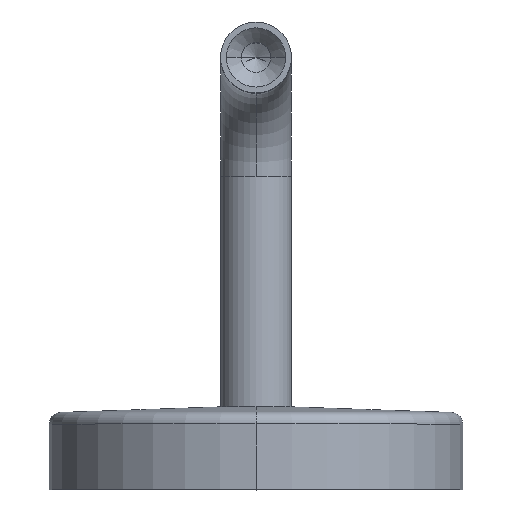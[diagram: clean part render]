
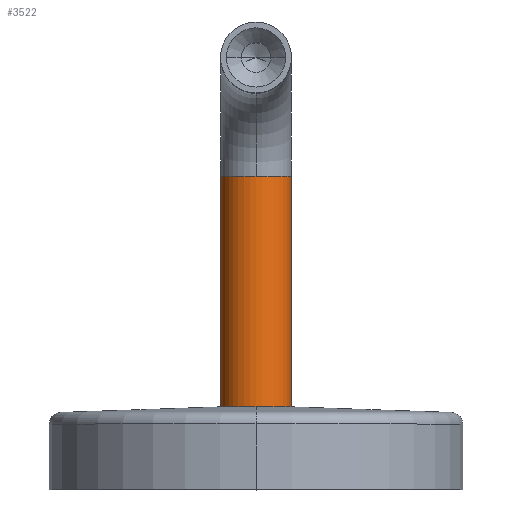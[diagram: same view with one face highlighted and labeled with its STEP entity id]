
A CAD part, top view. The second image highlights one B-rep face of the part: STEP entity #3522.
In plain terms, the highlighted cylindrical face has radius 6 mm (diameter 12 mm), a partial arc.
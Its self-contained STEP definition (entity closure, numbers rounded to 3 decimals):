
#99 = DIRECTION ( 'NONE',  ( 0., 0., -1. ) ) ;
#119 = EDGE_LOOP ( 'NONE', ( #395, #2177, #3454, #2162, #1033 ) ) ;
#133 = VECTOR ( 'NONE', #240, 1000. ) ;
#240 = DIRECTION ( 'NONE',  ( 1., 0., 0. ) ) ;
#316 = CARTESIAN_POINT ( 'NONE',  ( 0., 0., 6. ) ) ;
#395 = ORIENTED_EDGE ( 'NONE', *, *, #1081, .T. ) ;
#425 = CARTESIAN_POINT ( 'NONE',  ( 48., 0., 0. ) ) ;
#464 = AXIS2_PLACEMENT_3D ( 'NONE', #571, #2992, #2366 ) ;
#527 = CARTESIAN_POINT ( 'NONE',  ( 0., 0., -6. ) ) ;
#559 = DIRECTION ( 'NONE',  ( 1., 0., 0. ) ) ;
#571 = CARTESIAN_POINT ( 'NONE',  ( 0., 0., 0. ) ) ;
#680 = CARTESIAN_POINT ( 'NONE',  ( 0., 0., 6. ) ) ;
#741 = EDGE_CURVE ( 'NONE', #3404, #3924, #1428, .T. ) ;
#878 = DIRECTION ( 'NONE',  ( 1., 0., 0. ) ) ;
#886 = DIRECTION ( 'NONE',  ( 0., 0., -1. ) ) ;
#1033 = ORIENTED_EDGE ( 'NONE', *, *, #741, .F. ) ;
#1054 = CARTESIAN_POINT ( 'NONE',  ( 48., 6., 0. ) ) ;
#1059 = DIRECTION ( 'NONE',  ( 1., 0., 0. ) ) ;
#1081 = EDGE_CURVE ( 'NONE', #3404, #2596, #1301, .T. ) ;
#1213 = VECTOR ( 'NONE', #878, 1000. ) ;
#1301 = CIRCLE ( 'NONE', #464, 6. ) ;
#1428 = LINE ( 'NONE', #527, #133 ) ;
#1478 = CARTESIAN_POINT ( 'NONE',  ( 48., 0., 6. ) ) ;
#1700 = VERTEX_POINT ( 'NONE', #1478 ) ;
#1912 = CARTESIAN_POINT ( 'NONE',  ( 0., 0., 0. ) ) ;
#1968 = DIRECTION ( 'NONE',  ( 1., 0., 0. ) ) ;
#2162 = ORIENTED_EDGE ( 'NONE', *, *, #2835, .F. ) ;
#2177 = ORIENTED_EDGE ( 'NONE', *, *, #3781, .T. ) ;
#2366 = DIRECTION ( 'NONE',  ( 0., 0., -1. ) ) ;
#2527 = CYLINDRICAL_SURFACE ( 'NONE', #2599, 6. ) ;
#2571 = EDGE_CURVE ( 'NONE', #3113, #1700, #3005, .T. ) ;
#2596 = VERTEX_POINT ( 'NONE', #680 ) ;
#2599 = AXIS2_PLACEMENT_3D ( 'NONE', #1912, #1968, #99 ) ;
#2835 = EDGE_CURVE ( 'NONE', #3924, #3113, #3494, .T. ) ;
#2992 = DIRECTION ( 'NONE',  ( 1., 0., 0. ) ) ;
#2999 = CARTESIAN_POINT ( 'NONE',  ( 0., 0., -6. ) ) ;
#3005 = CIRCLE ( 'NONE', #3519, 6. ) ;
#3112 = DIRECTION ( 'NONE',  ( 0., 0., -1. ) ) ;
#3113 = VERTEX_POINT ( 'NONE', #1054 ) ;
#3115 = AXIS2_PLACEMENT_3D ( 'NONE', #3666, #559, #886 ) ;
#3404 = VERTEX_POINT ( 'NONE', #2999 ) ;
#3454 = ORIENTED_EDGE ( 'NONE', *, *, #2571, .F. ) ;
#3494 = CIRCLE ( 'NONE', #3115, 6. ) ;
#3519 = AXIS2_PLACEMENT_3D ( 'NONE', #425, #1059, #3112 ) ;
#3522 = ADVANCED_FACE ( 'NONE', ( #3683 ), #2527, .T. ) ;
#3592 = LINE ( 'NONE', #316, #1213 ) ;
#3666 = CARTESIAN_POINT ( 'NONE',  ( 48., 0., 0. ) ) ;
#3679 = CARTESIAN_POINT ( 'NONE',  ( 48., 0., -6. ) ) ;
#3683 = FACE_OUTER_BOUND ( 'NONE', #119, .T. ) ;
#3781 = EDGE_CURVE ( 'NONE', #2596, #1700, #3592, .T. ) ;
#3924 = VERTEX_POINT ( 'NONE', #3679 ) ;
